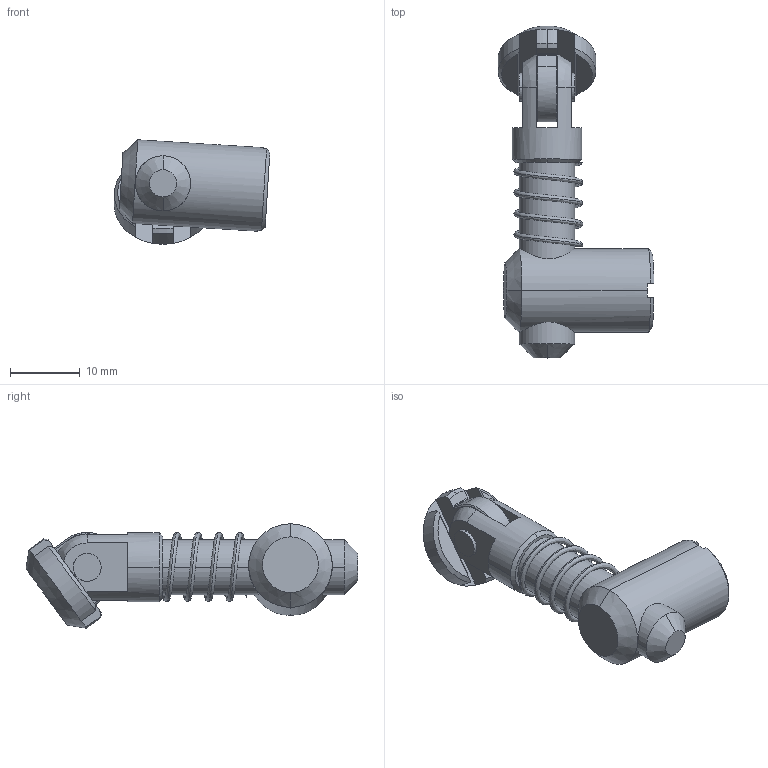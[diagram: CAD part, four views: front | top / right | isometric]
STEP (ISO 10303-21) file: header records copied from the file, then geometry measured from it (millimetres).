
FILE_DESCRIPTION (( 'STEP AP214' ), '1' );
FILE_NAME ('2.03.spop.STEP', '2025-06-14T18:18:47', ( '' ), ( '' ), 'SwSTEP 2.0', 'SolidWorks 2023', '' );
FILE_SCHEMA (( 'AUTOMOTIVE_DESIGN' ));
Length unit declared in the file: millimetre
Products named in the file (1): 2.03.spop
Bounding box: 22.31 x 47.56 x 14.96 mm (x, y, z)
Surface area: 3741.6 mm2 (no closed solid volume)
Topology: 0 solids, 6 shells, 99 faces, 259 edges, 170 vertices
Faces by surface type: plane 54, cylinder 21, cone 20, bspline 4
Entity records: 5167 total; most frequent: CARTESIAN_POINT 2735, ORIENTED_EDGE 496, DIRECTION 469, EDGE_CURVE 259, AXIS2_PLACEMENT_3D 172, VERTEX_POINT 170, LINE 125, VECTOR 125
